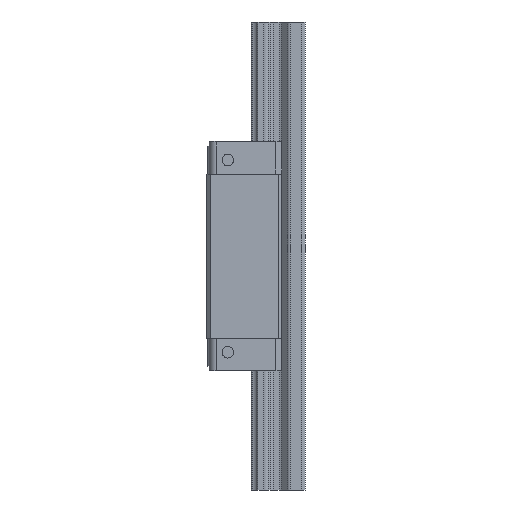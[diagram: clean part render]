
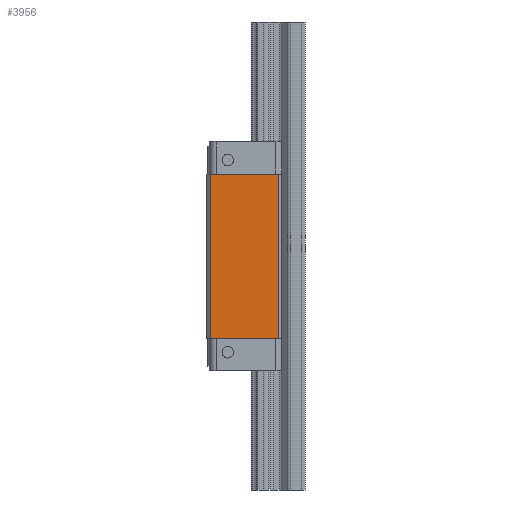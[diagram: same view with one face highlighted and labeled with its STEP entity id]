
A CAD part, left-side view. The second image highlights one B-rep face of the part: STEP entity #3956.
In plain terms, the highlighted planar face has unit normal (-1, 0, 0).
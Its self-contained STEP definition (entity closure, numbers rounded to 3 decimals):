
#1941=DIRECTION('',(0.,0.,1.));
#1942=VECTOR('',#1941,70.1);
#1943=CARTESIAN_POINT('',(-30.,17.5,-70.1));
#1944=LINE('',#1943,#1942);
#1945=DIRECTION('',(0.,-1.,0.));
#1946=VECTOR('',#1945,29.2);
#1947=CARTESIAN_POINT('',(-30.,17.5,0.));
#1948=LINE('',#1947,#1946);
#1949=DIRECTION('',(0.,0.,1.));
#1950=VECTOR('',#1949,70.1);
#1951=CARTESIAN_POINT('',(-30.,-11.7,-70.1));
#1952=LINE('',#1951,#1950);
#2426=DIRECTION('',(0.,-1.,0.));
#2427=VECTOR('',#2426,29.2);
#2428=CARTESIAN_POINT('',(-30.,17.5,-70.1));
#2429=LINE('',#2428,#2427);
#3373=CARTESIAN_POINT('',(-30.,17.5,-70.1));
#3374=CARTESIAN_POINT('',(-30.,17.5,0.));
#3375=VERTEX_POINT('',#3373);
#3376=VERTEX_POINT('',#3374);
#3377=CARTESIAN_POINT('',(-30.,-11.7,-70.1));
#3378=CARTESIAN_POINT('',(-30.,-11.7,0.));
#3379=VERTEX_POINT('',#3377);
#3380=VERTEX_POINT('',#3378);
#3942=CARTESIAN_POINT('',(-30.,-11.7,0.));
#3943=DIRECTION('',(-1.,0.,0.));
#3944=DIRECTION('',(0.,1.,0.));
#3945=AXIS2_PLACEMENT_3D('',#3942,#3943,#3944);
#3946=PLANE('',#3945);
#3948=ORIENTED_EDGE('',*,*,#3947,.F.);
#3950=ORIENTED_EDGE('',*,*,#3949,.F.);
#3951=ORIENTED_EDGE('',*,*,#3932,.T.);
#3953=ORIENTED_EDGE('',*,*,#3952,.T.);
#3954=EDGE_LOOP('',(#3948,#3950,#3951,#3953));
#3955=FACE_OUTER_BOUND('',#3954,.F.);
#3956=ADVANCED_FACE('',(#3955),#3946,.T.);
#3932=EDGE_CURVE('',#3375,#3376,#1944,.T.);
#3947=EDGE_CURVE('',#3379,#3380,#1952,.T.);
#3949=EDGE_CURVE('',#3375,#3379,#2429,.T.);
#3952=EDGE_CURVE('',#3376,#3380,#1948,.T.);
